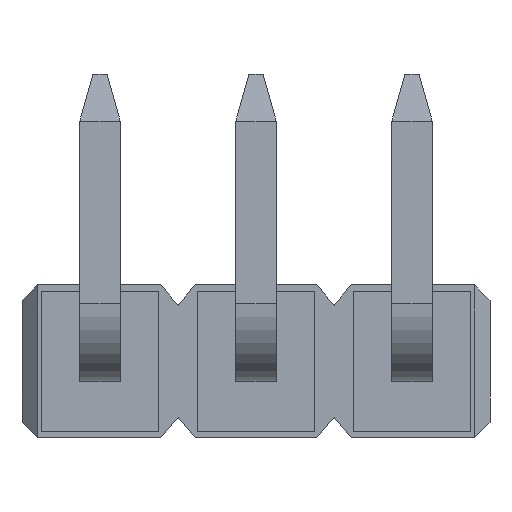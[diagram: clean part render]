
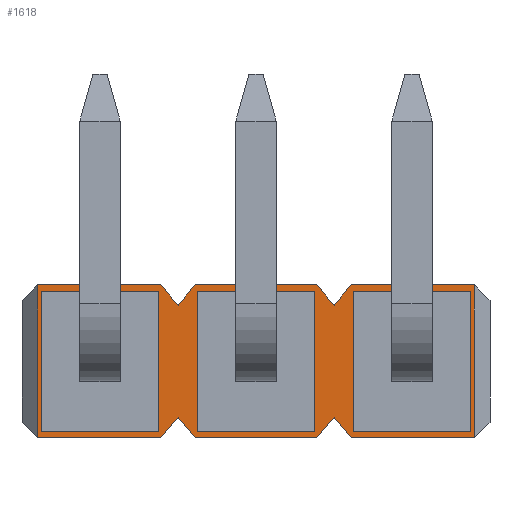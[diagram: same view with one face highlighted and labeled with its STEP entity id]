
A CAD part, front view. The second image highlights one B-rep face of the part: STEP entity #1618.
In plain terms, the highlighted planar face has unit normal (0, -1, 0).
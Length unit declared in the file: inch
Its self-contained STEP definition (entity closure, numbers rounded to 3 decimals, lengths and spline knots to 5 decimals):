
#1=DIRECTION('',(0.,0.,1.));
#2=VECTOR('',#1,0.09);
#3=CARTESIAN_POINT('',(0.0625,-0.037,-0.045));
#4=LINE('',#3,#2);
#5=DIRECTION('',(-1.,0.,0.));
#6=VECTOR('',#5,0.075);
#7=CARTESIAN_POINT('',(0.1375,-0.037,-0.045));
#8=LINE('',#7,#6);
#9=DIRECTION('',(0.,0.,-1.));
#10=VECTOR('',#9,0.09);
#11=CARTESIAN_POINT('',(0.1375,-0.037,0.045));
#12=LINE('',#11,#10);
#13=DIRECTION('',(1.,0.,0.));
#14=VECTOR('',#13,0.075);
#15=CARTESIAN_POINT('',(0.0625,-0.037,0.045));
#16=LINE('',#15,#14);
#17=DIRECTION('',(0.,0.,1.));
#18=VECTOR('',#17,0.09);
#19=CARTESIAN_POINT('',(-0.0375,-0.037,-0.045));
#20=LINE('',#19,#18);
#21=DIRECTION('',(-1.,0.,0.));
#22=VECTOR('',#21,0.075);
#23=CARTESIAN_POINT('',(0.0375,-0.037,-0.045));
#24=LINE('',#23,#22);
#25=DIRECTION('',(0.,0.,-1.));
#26=VECTOR('',#25,0.09);
#27=CARTESIAN_POINT('',(0.0375,-0.037,0.045));
#28=LINE('',#27,#26);
#29=DIRECTION('',(1.,0.,0.));
#30=VECTOR('',#29,0.075);
#31=CARTESIAN_POINT('',(-0.0375,-0.037,0.045));
#32=LINE('',#31,#30);
#33=DIRECTION('',(0.,0.,1.));
#34=VECTOR('',#33,0.09);
#35=CARTESIAN_POINT('',(-0.1375,-0.037,-0.045));
#36=LINE('',#35,#34);
#37=DIRECTION('',(-1.,0.,0.));
#38=VECTOR('',#37,0.075);
#39=CARTESIAN_POINT('',(-0.0625,-0.037,-0.045));
#40=LINE('',#39,#38);
#41=DIRECTION('',(0.,0.,-1.));
#42=VECTOR('',#41,0.09);
#43=CARTESIAN_POINT('',(-0.0625,-0.037,0.045));
#44=LINE('',#43,#42);
#45=DIRECTION('',(1.,0.,0.));
#46=VECTOR('',#45,0.075);
#47=CARTESIAN_POINT('',(-0.1375,-0.037,0.045));
#48=LINE('',#47,#46);
#49=DIRECTION('',(0.646,0.,0.763));
#50=VECTOR('',#49,0.01703);
#51=CARTESIAN_POINT('',(-0.061,-0.037,-0.049));
#52=LINE('',#51,#50);
#53=DIRECTION('',(-1.,0.,0.));
#54=VECTOR('',#53,0.079);
#55=CARTESIAN_POINT('',(-0.061,-0.037,-0.049));
#56=LINE('',#55,#54);
#57=DIRECTION('',(0.,0.,-1.));
#58=VECTOR('',#57,0.098);
#59=CARTESIAN_POINT('',(-0.14,-0.037,0.049));
#60=LINE('',#59,#58);
#61=DIRECTION('',(1.,0.,0.));
#62=VECTOR('',#61,0.079);
#63=CARTESIAN_POINT('',(-0.14,-0.037,0.049));
#64=LINE('',#63,#62);
#65=DIRECTION('',(-0.646,0.,0.763));
#66=VECTOR('',#65,0.01703);
#67=CARTESIAN_POINT('',(-0.05,-0.037,0.036));
#68=LINE('',#67,#66);
#69=DIRECTION('',(-0.646,0.,-0.763));
#70=VECTOR('',#69,0.01703);
#71=CARTESIAN_POINT('',(-0.039,-0.037,0.049));
#72=LINE('',#71,#70);
#73=DIRECTION('',(1.,0.,0.));
#74=VECTOR('',#73,0.078);
#75=CARTESIAN_POINT('',(-0.039,-0.037,0.049));
#76=LINE('',#75,#74);
#77=DIRECTION('',(-0.646,0.,0.763));
#78=VECTOR('',#77,0.01703);
#79=CARTESIAN_POINT('',(0.05,-0.037,0.036));
#80=LINE('',#79,#78);
#81=DIRECTION('',(-0.646,0.,-0.763));
#82=VECTOR('',#81,0.01703);
#83=CARTESIAN_POINT('',(0.061,-0.037,0.049));
#84=LINE('',#83,#82);
#85=DIRECTION('',(1.,0.,0.));
#86=VECTOR('',#85,0.079);
#87=CARTESIAN_POINT('',(0.061,-0.037,0.049));
#88=LINE('',#87,#86);
#89=DIRECTION('',(0.,0.,1.));
#90=VECTOR('',#89,0.098);
#91=CARTESIAN_POINT('',(0.14,-0.037,-0.049));
#92=LINE('',#91,#90);
#93=DIRECTION('',(-1.,0.,0.));
#94=VECTOR('',#93,0.079);
#95=CARTESIAN_POINT('',(0.14,-0.037,-0.049));
#96=LINE('',#95,#94);
#97=DIRECTION('',(0.646,0.,-0.763));
#98=VECTOR('',#97,0.01703);
#99=CARTESIAN_POINT('',(0.05,-0.037,-0.036));
#100=LINE('',#99,#98);
#101=DIRECTION('',(0.646,0.,0.763));
#102=VECTOR('',#101,0.01703);
#103=CARTESIAN_POINT('',(0.039,-0.037,-0.049));
#104=LINE('',#103,#102);
#105=DIRECTION('',(-1.,0.,0.));
#106=VECTOR('',#105,0.078);
#107=CARTESIAN_POINT('',(0.039,-0.037,-0.049));
#108=LINE('',#107,#106);
#109=DIRECTION('',(0.646,0.,-0.763));
#110=VECTOR('',#109,0.01703);
#111=CARTESIAN_POINT('',(-0.05,-0.037,-0.036));
#112=LINE('',#111,#110);
#1197=CARTESIAN_POINT('',(0.0625,-0.037,-0.045));
#1198=CARTESIAN_POINT('',(0.0625,-0.037,0.045));
#1199=VERTEX_POINT('',#1197);
#1200=VERTEX_POINT('',#1198);
#1201=CARTESIAN_POINT('',(0.1375,-0.037,0.045));
#1202=VERTEX_POINT('',#1201);
#1203=CARTESIAN_POINT('',(0.1375,-0.037,-0.045));
#1204=VERTEX_POINT('',#1203);
#1214=CARTESIAN_POINT('',(0.14,-0.037,-0.049));
#1216=VERTEX_POINT('',#1214);
#1225=CARTESIAN_POINT('',(0.14,-0.037,0.049));
#1226=VERTEX_POINT('',#1225);
#1234=CARTESIAN_POINT('',(-0.14,-0.037,-0.049));
#1236=VERTEX_POINT('',#1234);
#1241=CARTESIAN_POINT('',(-0.14,-0.037,0.049));
#1242=VERTEX_POINT('',#1241);
#1245=CARTESIAN_POINT('',(0.039,-0.037,-0.049));
#1246=CARTESIAN_POINT('',(0.05,-0.037,-0.036));
#1247=VERTEX_POINT('',#1245);
#1248=VERTEX_POINT('',#1246);
#1249=CARTESIAN_POINT('',(0.061,-0.037,-0.049));
#1250=VERTEX_POINT('',#1249);
#1251=CARTESIAN_POINT('',(0.061,-0.037,0.049));
#1252=CARTESIAN_POINT('',(0.05,-0.037,0.036));
#1253=VERTEX_POINT('',#1251);
#1254=VERTEX_POINT('',#1252);
#1255=CARTESIAN_POINT('',(0.039,-0.037,0.049));
#1256=VERTEX_POINT('',#1255);
#1337=CARTESIAN_POINT('',(-0.0375,-0.037,-0.045));
#1338=CARTESIAN_POINT('',(-0.0375,-0.037,0.045));
#1339=VERTEX_POINT('',#1337);
#1340=VERTEX_POINT('',#1338);
#1341=CARTESIAN_POINT('',(0.0375,-0.037,0.045));
#1342=VERTEX_POINT('',#1341);
#1343=CARTESIAN_POINT('',(0.0375,-0.037,-0.045));
#1344=VERTEX_POINT('',#1343);
#1369=CARTESIAN_POINT('',(-0.1375,-0.037,-0.045));
#1370=CARTESIAN_POINT('',(-0.1375,-0.037,0.045));
#1371=VERTEX_POINT('',#1369);
#1372=VERTEX_POINT('',#1370);
#1373=CARTESIAN_POINT('',(-0.0625,-0.037,0.045));
#1374=VERTEX_POINT('',#1373);
#1375=CARTESIAN_POINT('',(-0.0625,-0.037,-0.045));
#1376=VERTEX_POINT('',#1375);
#1385=CARTESIAN_POINT('',(-0.061,-0.037,-0.049));
#1386=CARTESIAN_POINT('',(-0.05,-0.037,-0.036));
#1387=VERTEX_POINT('',#1385);
#1388=VERTEX_POINT('',#1386);
#1389=CARTESIAN_POINT('',(-0.039,-0.037,-0.049));
#1390=VERTEX_POINT('',#1389);
#1391=CARTESIAN_POINT('',(-0.039,-0.037,0.049));
#1392=CARTESIAN_POINT('',(-0.05,-0.037,0.036));
#1393=VERTEX_POINT('',#1391);
#1394=VERTEX_POINT('',#1392);
#1395=CARTESIAN_POINT('',(-0.061,-0.037,0.049));
#1396=VERTEX_POINT('',#1395);
#1549=CARTESIAN_POINT('',(0.,-0.037,0.));
#1550=DIRECTION('',(0.,1.,0.));
#1551=DIRECTION('',(1.,0.,0.));
#1552=AXIS2_PLACEMENT_3D('',#1549,#1550,#1551);
#1553=PLANE('',#1552);
#1555=ORIENTED_EDGE('',*,*,#1554,.F.);
#1557=ORIENTED_EDGE('',*,*,#1556,.T.);
#1559=ORIENTED_EDGE('',*,*,#1558,.F.);
#1561=ORIENTED_EDGE('',*,*,#1560,.T.);
#1563=ORIENTED_EDGE('',*,*,#1562,.F.);
#1565=ORIENTED_EDGE('',*,*,#1564,.F.);
#1567=ORIENTED_EDGE('',*,*,#1566,.T.);
#1569=ORIENTED_EDGE('',*,*,#1568,.F.);
#1571=ORIENTED_EDGE('',*,*,#1570,.F.);
#1573=ORIENTED_EDGE('',*,*,#1572,.T.);
#1575=ORIENTED_EDGE('',*,*,#1574,.F.);
#1577=ORIENTED_EDGE('',*,*,#1576,.T.);
#1579=ORIENTED_EDGE('',*,*,#1578,.F.);
#1581=ORIENTED_EDGE('',*,*,#1580,.F.);
#1583=ORIENTED_EDGE('',*,*,#1582,.T.);
#1585=ORIENTED_EDGE('',*,*,#1584,.F.);
#1586=EDGE_LOOP('',(#1555,#1557,#1559,#1561,#1563,#1565,#1567,#1569,#1571,#1573,
#1575,#1577,#1579,#1581,#1583,#1585));
#1587=FACE_OUTER_BOUND('',#1586,.F.);
#1589=ORIENTED_EDGE('',*,*,#1588,.F.);
#1591=ORIENTED_EDGE('',*,*,#1590,.F.);
#1593=ORIENTED_EDGE('',*,*,#1592,.F.);
#1595=ORIENTED_EDGE('',*,*,#1594,.F.);
#1596=EDGE_LOOP('',(#1589,#1591,#1593,#1595));
#1597=FACE_BOUND('',#1596,.F.);
#1599=ORIENTED_EDGE('',*,*,#1598,.F.);
#1601=ORIENTED_EDGE('',*,*,#1600,.F.);
#1603=ORIENTED_EDGE('',*,*,#1602,.F.);
#1605=ORIENTED_EDGE('',*,*,#1604,.F.);
#1606=EDGE_LOOP('',(#1599,#1601,#1603,#1605));
#1607=FACE_BOUND('',#1606,.F.);
#1609=ORIENTED_EDGE('',*,*,#1608,.F.);
#1611=ORIENTED_EDGE('',*,*,#1610,.F.);
#1613=ORIENTED_EDGE('',*,*,#1612,.F.);
#1615=ORIENTED_EDGE('',*,*,#1614,.F.);
#1616=EDGE_LOOP('',(#1609,#1611,#1613,#1615));
#1617=FACE_BOUND('',#1616,.F.);
#1618=ADVANCED_FACE('',(#1587,#1597,#1607,#1617),#1553,.F.);
#1554=EDGE_CURVE('',#1387,#1388,#52,.T.);
#1556=EDGE_CURVE('',#1387,#1236,#56,.T.);
#1558=EDGE_CURVE('',#1242,#1236,#60,.T.);
#1560=EDGE_CURVE('',#1242,#1396,#64,.T.);
#1562=EDGE_CURVE('',#1394,#1396,#68,.T.);
#1564=EDGE_CURVE('',#1393,#1394,#72,.T.);
#1566=EDGE_CURVE('',#1393,#1256,#76,.T.);
#1568=EDGE_CURVE('',#1254,#1256,#80,.T.);
#1570=EDGE_CURVE('',#1253,#1254,#84,.T.);
#1572=EDGE_CURVE('',#1253,#1226,#88,.T.);
#1574=EDGE_CURVE('',#1216,#1226,#92,.T.);
#1576=EDGE_CURVE('',#1216,#1250,#96,.T.);
#1578=EDGE_CURVE('',#1248,#1250,#100,.T.);
#1580=EDGE_CURVE('',#1247,#1248,#104,.T.);
#1582=EDGE_CURVE('',#1247,#1390,#108,.T.);
#1584=EDGE_CURVE('',#1388,#1390,#112,.T.);
#1588=EDGE_CURVE('',#1339,#1340,#20,.T.);
#1590=EDGE_CURVE('',#1344,#1339,#24,.T.);
#1592=EDGE_CURVE('',#1342,#1344,#28,.T.);
#1594=EDGE_CURVE('',#1340,#1342,#32,.T.);
#1598=EDGE_CURVE('',#1371,#1372,#36,.T.);
#1600=EDGE_CURVE('',#1376,#1371,#40,.T.);
#1602=EDGE_CURVE('',#1374,#1376,#44,.T.);
#1604=EDGE_CURVE('',#1372,#1374,#48,.T.);
#1608=EDGE_CURVE('',#1199,#1200,#4,.T.);
#1610=EDGE_CURVE('',#1204,#1199,#8,.T.);
#1612=EDGE_CURVE('',#1202,#1204,#12,.T.);
#1614=EDGE_CURVE('',#1200,#1202,#16,.T.);
